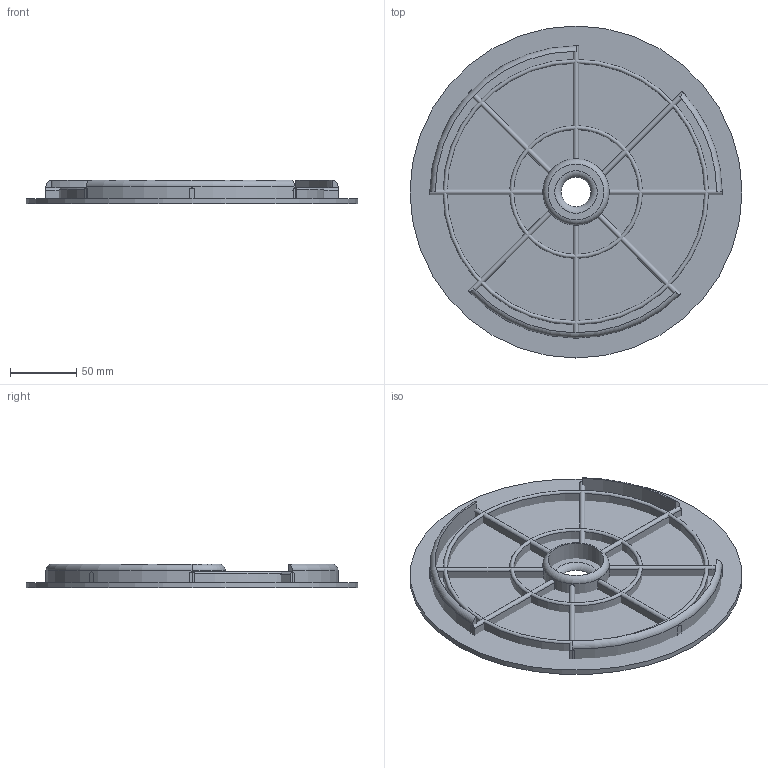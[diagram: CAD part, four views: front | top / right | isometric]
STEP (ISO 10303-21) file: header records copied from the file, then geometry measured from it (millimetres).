
FILE_DESCRIPTION(/* description */ ('STEP AP242','CAx-IF Rec.Pracs.---Representation and Presentation of Product Manufacturing Information (PMI)---4.0---2014-10-13','CAx-IF Rec.Pracs.---3D Tessellated Geometry---0.4---2014-09-14','2;1'),/* implementation_level */ '2;1');
FILE_NAME(/* name */ '6514dafe18e9ff776d4174e6',/* time_stamp */ '2023-09-28T01:46:40Z',/* author */ (''),/* organization */ (''),/* preprocessor_version */ 'ST-DEVELOPER v19.4',/* originating_system */ ' ',/* authorisation */ ' ');
FILE_SCHEMA (('AP242_MANAGED_MODEL_BASED_3D_ENGINEERING_MIM_LF { 1 0 10303 442 1 1 4 }'));
Length unit declared in the file: metre
Products named in the file (15): Part 15; Part 14; Part 13; Part 12; Part 11; Part 10; Part 9; Part 8; Part 7; Part 6; Part 3; Part 5; Part 4; Part 2; Part 1
Bounding box: 250 x 250 x 17.9 mm (x, y, z)
Volume: 296003.4 mm3; surface area: 172550 mm2
Topology: 15 solids, 15 shells, 82 faces, 160 edges, 105 vertices
Faces by surface type: plane 54, cylinder 21, torus 7
Full cylindrical faces by diameter (mm): 42 x1, 50 x1, 94 x1, 100 x1, 194 x1, 200 x1, 250 x1
Entity records: 2425 total; most frequent: DIRECTION 392, CARTESIAN_POINT 349, ORIENTED_EDGE 296, EDGE_CURVE 148, AXIS2_PLACEMENT_3D 147, VERTEX_POINT 104, LINE 98, VECTOR 98
